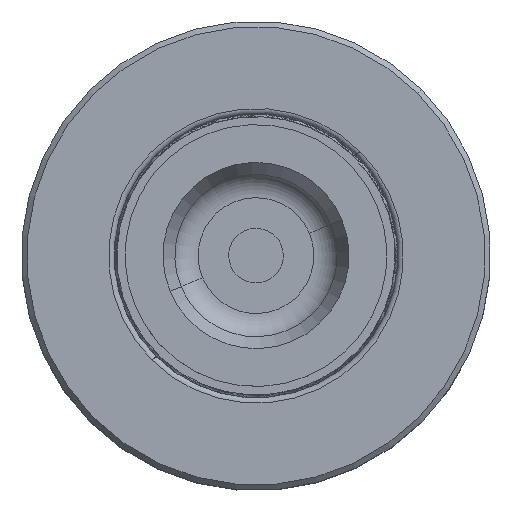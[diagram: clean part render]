
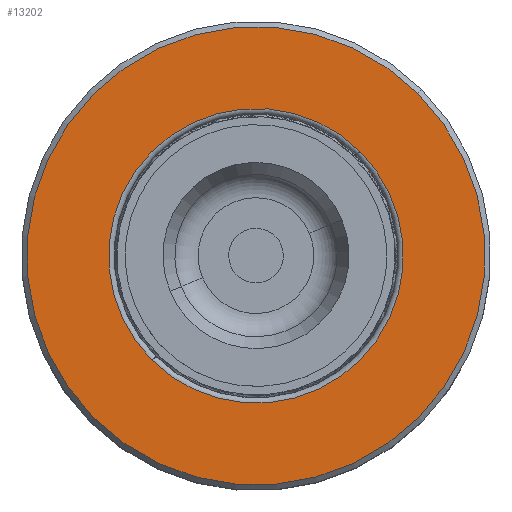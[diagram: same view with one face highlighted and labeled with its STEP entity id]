
A CAD part, top view. The second image highlights one B-rep face of the part: STEP entity #13202.
In plain terms, the highlighted face is planar.
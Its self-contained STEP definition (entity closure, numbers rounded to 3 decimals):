
#905 = CARTESIAN_POINT ( 'NONE',  ( 0., 10.687, 0. ) ) ;
#1930 = EDGE_CURVE ( 'NONE', #35165, #25195, #14281, .T. ) ;
#2912 = AXIS2_PLACEMENT_3D ( 'NONE', #28583, #6821, #39124 ) ;
#3852 = DIRECTION ( 'NONE',  ( 0., 1., 0. ) ) ;
#4993 = CARTESIAN_POINT ( 'NONE',  ( 0., 10.687, 21. ) ) ;
#5639 = EDGE_CURVE ( 'NONE', #38924, #10903, #25760, .T. ) ;
#6821 = DIRECTION ( 'NONE',  ( 0., -1., 0. ) ) ;
#7356 = DIRECTION ( 'NONE',  ( 0., 0., -1. ) ) ;
#8728 = CIRCLE ( 'NONE', #21161, 13.5 ) ;
#9571 = EDGE_CURVE ( 'NONE', #25195, #35165, #8728, .T. ) ;
#10158 = DIRECTION ( 'NONE',  ( 0., 0., -1. ) ) ;
#10903 = VERTEX_POINT ( 'NONE', #38577 ) ;
#12013 = FACE_BOUND ( 'NONE', #28394, .T. ) ;
#12085 = AXIS2_PLACEMENT_3D ( 'NONE', #22209, #13024, #34847 ) ;
#13024 = DIRECTION ( 'NONE',  ( 0., -1., 0. ) ) ;
#13202 = ADVANCED_FACE ( 'NONE', ( #12013, #30908 ), #31581, .T. ) ;
#14281 = CIRCLE ( 'NONE', #2912, 13.5 ) ;
#14903 = CIRCLE ( 'NONE', #34364, 21. ) ;
#17037 = CARTESIAN_POINT ( 'NONE',  ( 0., 10.687, -13.5 ) ) ;
#17284 = ORIENTED_EDGE ( 'NONE', *, *, #9571, .T. ) ;
#19375 = ORIENTED_EDGE ( 'NONE', *, *, #25560, .F. ) ;
#21161 = AXIS2_PLACEMENT_3D ( 'NONE', #28278, #38159, #10158 ) ;
#21698 = EDGE_LOOP ( 'NONE', ( #19375, #27860 ) ) ;
#22209 = CARTESIAN_POINT ( 'NONE',  ( 0., 10.687, 0. ) ) ;
#25195 = VERTEX_POINT ( 'NONE', #35851 ) ;
#25560 = EDGE_CURVE ( 'NONE', #10903, #38924, #14903, .T. ) ;
#25760 = CIRCLE ( 'NONE', #12085, 21. ) ;
#27860 = ORIENTED_EDGE ( 'NONE', *, *, #5639, .F. ) ;
#28278 = CARTESIAN_POINT ( 'NONE',  ( 0., 10.687, 0. ) ) ;
#28316 = CARTESIAN_POINT ( 'NONE',  ( 21., 10.687, 0. ) ) ;
#28394 = EDGE_LOOP ( 'NONE', ( #35999, #17284 ) ) ;
#28583 = CARTESIAN_POINT ( 'NONE',  ( 0., 10.687, 0. ) ) ;
#28719 = DIRECTION ( 'NONE',  ( 0., 0., 1. ) ) ;
#30908 = FACE_OUTER_BOUND ( 'NONE', #21698, .T. ) ;
#31581 = PLANE ( 'NONE',  #38884 ) ;
#34364 = AXIS2_PLACEMENT_3D ( 'NONE', #905, #35658, #7356 ) ;
#34847 = DIRECTION ( 'NONE',  ( 0., 0., -1. ) ) ;
#35165 = VERTEX_POINT ( 'NONE', #17037 ) ;
#35658 = DIRECTION ( 'NONE',  ( 0., -1., 0. ) ) ;
#35851 = CARTESIAN_POINT ( 'NONE',  ( 0., 10.687, 13.5 ) ) ;
#35999 = ORIENTED_EDGE ( 'NONE', *, *, #1930, .T. ) ;
#38159 = DIRECTION ( 'NONE',  ( 0., -1., 0. ) ) ;
#38577 = CARTESIAN_POINT ( 'NONE',  ( 0., 10.687, -21. ) ) ;
#38884 = AXIS2_PLACEMENT_3D ( 'NONE', #28316, #3852, #28719 ) ;
#38924 = VERTEX_POINT ( 'NONE', #4993 ) ;
#39124 = DIRECTION ( 'NONE',  ( 0., 0., -1. ) ) ;
